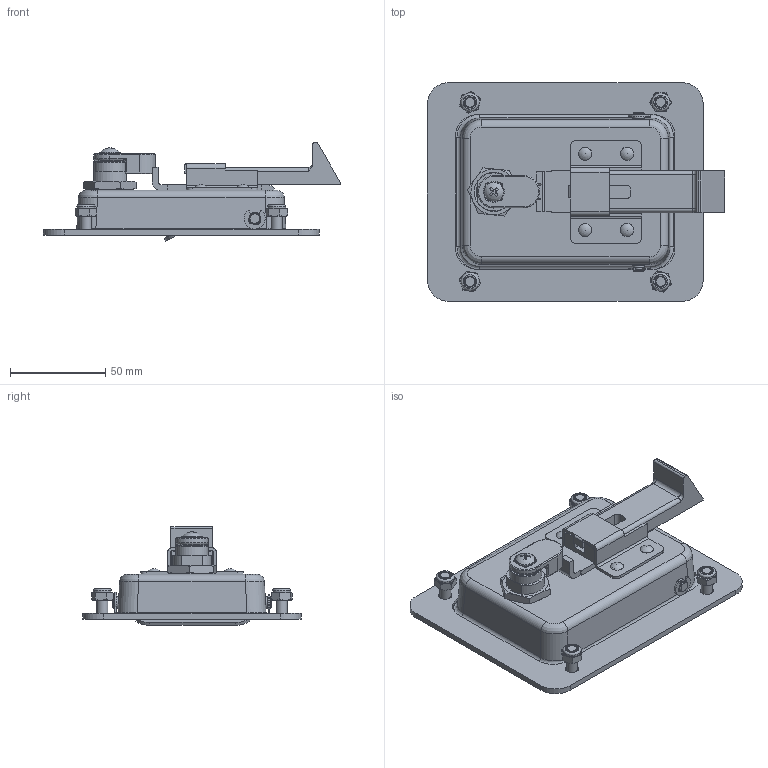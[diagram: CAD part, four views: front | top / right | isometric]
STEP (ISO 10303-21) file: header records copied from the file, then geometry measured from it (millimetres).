
FILE_DESCRIPTION(('STEP AP203'),'1');
FILE_NAME('016.6.2.03.3.step','2014-08-20T11:52:57',(' '),(' '),'Spatial InterOp 3D',' ',' ');
FILE_SCHEMA(('CONFIG_CONTROL_DESIGN'));
Length unit declared in the file: millimetre
Products named in the file (37): 1; 2; 3; 4; 5; 6; 7; 8; 9; 10; 11; 12; 13; 14; 15; 16; 17; 18; 19; 20; 21; 22; 23; 24; 25; 26; 27; 28; 29; 30; 31; 32; 33; 34; 35; 36; 37
Bounding box: 155.8 x 114.6 x 51.72 mm (x, y, z)
Volume: 94094.5 mm3; surface area: 103478.5 mm2
Topology: 37 solids, 37 shells, 1217 faces, 3138 edges, 1977 vertices
Faces by surface type: plane 595, cylinder 327, cone 122, bspline 76, torus 65, extrusion 18, sphere 14
Full cylindrical faces by diameter (mm): 3 x4, 3.3 x1, 3.8 x2, 4.2 x1, 4.8 x1, 4.9 x4, 5 x8, 5.1 x8, 5.2 x4, 5.8 x4, 6 x11, 6.1 x4, 6.5 x4, 7 x4, 7.1 x8, 8 x4, 9.5 x4, 11 x1, 12.2 x1, 15 x1, 15.1 x1, 15.7 x1, 16.2 x1, 17 x1, 18.7 x1, 23 x1
Entity records: 45032 total; most frequent: CARTESIAN_POINT 14840, DIRECTION 5904, ORIENTED_EDGE 5858, EDGE_CURVE 2929, AXIS2_PLACEMENT_3D 2222, VERTEX_POINT 1948, EDGE_LOOP 1463, VECTOR 1460
